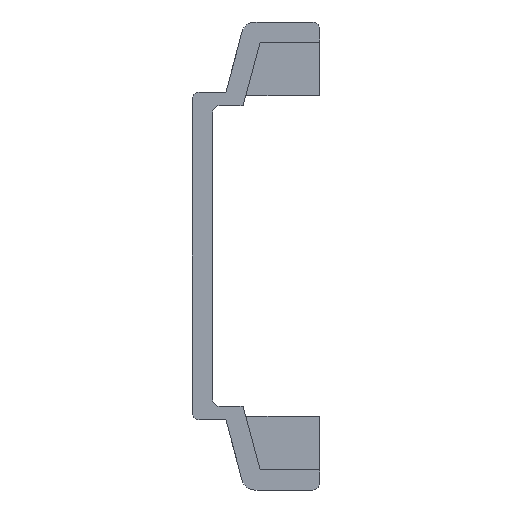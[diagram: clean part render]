
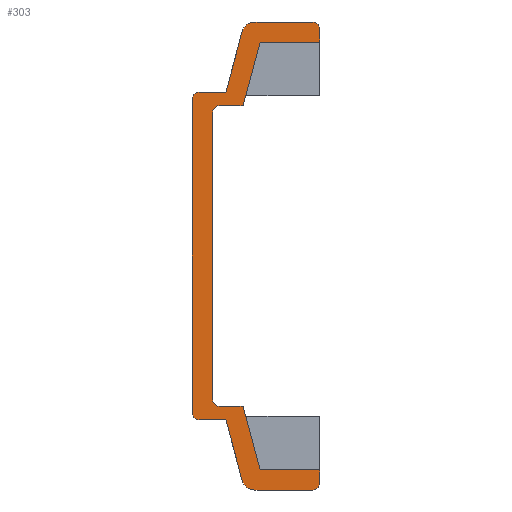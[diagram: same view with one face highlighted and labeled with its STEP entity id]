
A CAD part, left-side view. The second image highlights one B-rep face of the part: STEP entity #303.
In plain terms, the highlighted planar face has unit normal (-1, 0, 0).
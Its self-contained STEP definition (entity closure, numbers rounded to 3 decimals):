
#303=ADVANCED_FACE('',(#877),#878,.T.);
#877=FACE_OUTER_BOUND('',#1719,.T.);
#878=PLANE('',#1720);
#1719=EDGE_LOOP('',(#2555,#2556,#2557,#2558,#2559,#2560,#2561,#2562,#2563,#2564,#2565,#2566,#2567,#2568,#2569,#2570,#2571,#2572,#2573,#2574,#2575,#2576,#2577,#2578));
#1720=AXIS2_PLACEMENT_3D('',#2579,#2580,#2581);
#2555=ORIENTED_EDGE('',*,*,#5348,.T.);
#2556=ORIENTED_EDGE('',*,*,#5349,.T.);
#2557=ORIENTED_EDGE('',*,*,#5350,.T.);
#2558=ORIENTED_EDGE('',*,*,#5351,.T.);
#2559=ORIENTED_EDGE('',*,*,#5352,.T.);
#2560=ORIENTED_EDGE('',*,*,#5353,.T.);
#2561=ORIENTED_EDGE('',*,*,#5354,.T.);
#2562=ORIENTED_EDGE('',*,*,#5355,.T.);
#2563=ORIENTED_EDGE('',*,*,#5356,.T.);
#2564=ORIENTED_EDGE('',*,*,#5357,.T.);
#2565=ORIENTED_EDGE('',*,*,#5358,.T.);
#2566=ORIENTED_EDGE('',*,*,#5359,.T.);
#2567=ORIENTED_EDGE('',*,*,#5360,.T.);
#2568=ORIENTED_EDGE('',*,*,#5361,.F.);
#2569=ORIENTED_EDGE('',*,*,#5362,.F.);
#2570=ORIENTED_EDGE('',*,*,#5363,.F.);
#2571=ORIENTED_EDGE('',*,*,#5364,.F.);
#2572=ORIENTED_EDGE('',*,*,#5365,.F.);
#2573=ORIENTED_EDGE('',*,*,#5366,.F.);
#2574=ORIENTED_EDGE('',*,*,#5367,.F.);
#2575=ORIENTED_EDGE('',*,*,#5368,.F.);
#2576=ORIENTED_EDGE('',*,*,#5369,.F.);
#2577=ORIENTED_EDGE('',*,*,#5370,.F.);
#2578=ORIENTED_EDGE('',*,*,#5371,.F.);
#2579=CARTESIAN_POINT('',(0.,22.5,0.));
#2580=DIRECTION('',(-1.0,0.0,0.0));
#2581=DIRECTION('',(0.0,1.0,0.0));
#5348=EDGE_CURVE('',#6467,#6468,#6469,.T.);
#5349=EDGE_CURVE('',#6468,#6470,#6471,.T.);
#5350=EDGE_CURVE('',#6470,#6472,#6473,.T.);
#5351=EDGE_CURVE('',#6472,#6474,#6475,.T.);
#5352=EDGE_CURVE('',#6474,#6476,#6477,.T.);
#5353=EDGE_CURVE('',#6476,#6478,#6479,.T.);
#5354=EDGE_CURVE('',#6478,#6480,#6481,.T.);
#5355=EDGE_CURVE('',#6480,#6482,#6483,.T.);
#5356=EDGE_CURVE('',#6482,#6484,#6485,.T.);
#5357=EDGE_CURVE('',#6484,#6486,#6487,.T.);
#5358=EDGE_CURVE('',#6486,#6488,#6489,.T.);
#5359=EDGE_CURVE('',#6488,#6490,#6491,.T.);
#5360=EDGE_CURVE('',#6490,#6492,#6493,.T.);
#5361=EDGE_CURVE('',#6494,#6492,#6495,.T.);
#5362=EDGE_CURVE('',#6496,#6494,#6497,.T.);
#5363=EDGE_CURVE('',#6498,#6496,#6499,.T.);
#5364=EDGE_CURVE('',#6500,#6498,#6501,.T.);
#5365=EDGE_CURVE('',#6502,#6500,#6503,.T.);
#5366=EDGE_CURVE('',#6504,#6502,#6505,.T.);
#5367=EDGE_CURVE('',#6506,#6504,#6507,.T.);
#5368=EDGE_CURVE('',#6508,#6506,#6509,.T.);
#5369=EDGE_CURVE('',#6510,#6508,#6511,.T.);
#5370=EDGE_CURVE('',#6512,#6510,#6513,.T.);
#5371=EDGE_CURVE('',#6467,#6512,#6514,.T.);
#6467=VERTEX_POINT('',#8138);
#6468=VERTEX_POINT('',#8139);
#6469=LINE('',#8140,#8141);
#6470=VERTEX_POINT('',#8142);
#6471=CIRCLE('',#8143,0.5);
#6472=VERTEX_POINT('',#8144);
#6473=LINE('',#8145,#8146);
#6474=VERTEX_POINT('',#8147);
#6475=LINE('',#8148,#8149);
#6476=VERTEX_POINT('',#8150);
#6477=CIRCLE('',#8151,1.0);
#6478=VERTEX_POINT('',#8152);
#6479=LINE('',#8153,#8154);
#6480=VERTEX_POINT('',#8155);
#6481=CIRCLE('',#8156,0.5);
#6482=VERTEX_POINT('',#8157);
#6483=LINE('',#8158,#8159);
#6484=VERTEX_POINT('',#8160);
#6485=LINE('',#8161,#8162);
#6486=VERTEX_POINT('',#8163);
#6487=LINE('',#8164,#8165);
#6488=VERTEX_POINT('',#8166);
#6489=LINE('',#8167,#8168);
#6490=VERTEX_POINT('',#8169);
#6491=CIRCLE('',#8170,0.5);
#6492=VERTEX_POINT('',#8171);
#6493=LINE('',#8172,#8173);
#6494=VERTEX_POINT('',#8174);
#6495=CIRCLE('',#8175,0.5);
#6496=VERTEX_POINT('',#8176);
#6497=LINE('',#8177,#8178);
#6498=VERTEX_POINT('',#8179);
#6499=LINE('',#8180,#8181);
#6500=VERTEX_POINT('',#8182);
#6501=LINE('',#8183,#8184);
#6502=VERTEX_POINT('',#8185);
#6503=LINE('',#8186,#8187);
#6504=VERTEX_POINT('',#8188);
#6505=CIRCLE('',#8189,0.5);
#6506=VERTEX_POINT('',#8190);
#6507=LINE('',#8191,#8192);
#6508=VERTEX_POINT('',#8193);
#6509=CIRCLE('',#8194,1.0);
#6510=VERTEX_POINT('',#8195);
#6511=LINE('',#8196,#8197);
#6512=VERTEX_POINT('',#8198);
#6513=LINE('',#8199,#8200);
#6514=CIRCLE('',#8201,0.5);
#8138=CARTESIAN_POINT('',(0.,22.5,11.75));
#8139=CARTESIAN_POINT('',(0.,22.5,-11.75));
#8140=CARTESIAN_POINT('',(0.,22.5,11.75));
#8141=VECTOR('',#10824,23.5);
#8142=CARTESIAN_POINT('',(0.,22.0,-12.25));
#8143=AXIS2_PLACEMENT_3D('',#10825,#10826,#10827);
#8144=CARTESIAN_POINT('',(0.,20.0,-12.25));
#8145=CARTESIAN_POINT('',(0.,22.0,-12.25));
#8146=VECTOR('',#10828,2.0);
#8147=CARTESIAN_POINT('',(0.,18.792,-16.759));
#8148=CARTESIAN_POINT('',(0.,20.0,-12.25));
#8149=VECTOR('',#10829,4.668);
#8150=CARTESIAN_POINT('',(0.,17.826,-17.5));
#8151=AXIS2_PLACEMENT_3D('',#10830,#10831,#10832);
#8152=CARTESIAN_POINT('',(0.,13.5,-17.5));
#8153=CARTESIAN_POINT('',(0.,17.826,-17.5));
#8154=VECTOR('',#10833,4.326);
#8155=CARTESIAN_POINT('',(0.,13.0,-17.0));
#8156=AXIS2_PLACEMENT_3D('',#10834,#10835,#10836);
#8157=CARTESIAN_POINT('',(0.,13.0,-16.0));
#8158=CARTESIAN_POINT('',(0.,13.0,-17.0));
#8159=VECTOR('',#10837,1.0);
#8160=CARTESIAN_POINT('',(0.,17.442,-16.0));
#8161=CARTESIAN_POINT('',(0.,13.0,-16.0));
#8162=VECTOR('',#10838,4.442);
#8163=CARTESIAN_POINT('',(0.,18.715,-11.25));
#8164=CARTESIAN_POINT('',(0.,17.442,-16.0));
#8165=VECTOR('',#10839,4.918);
#8166=CARTESIAN_POINT('',(0.,20.5,-11.25));
#8167=CARTESIAN_POINT('',(0.,18.715,-11.25));
#8168=VECTOR('',#10840,1.785);
#8169=CARTESIAN_POINT('',(0.,21.0,-10.75));
#8170=AXIS2_PLACEMENT_3D('',#10841,#10842,#10843);
#8171=CARTESIAN_POINT('',(0.,21.0,10.75));
#8172=CARTESIAN_POINT('',(0.,21.0,-10.75));
#8173=VECTOR('',#10844,21.5);
#8174=CARTESIAN_POINT('',(0.,20.5,11.25));
#8175=AXIS2_PLACEMENT_3D('',#10845,#10846,#10847);
#8176=CARTESIAN_POINT('',(0.,18.715,11.25));
#8177=CARTESIAN_POINT('',(0.,18.715,11.25));
#8178=VECTOR('',#10848,1.785);
#8179=CARTESIAN_POINT('',(0.,17.442,16.0));
#8180=CARTESIAN_POINT('',(0.,17.442,16.0));
#8181=VECTOR('',#10849,4.918);
#8182=CARTESIAN_POINT('',(0.,13.0,16.0));
#8183=CARTESIAN_POINT('',(0.,13.0,16.0));
#8184=VECTOR('',#10850,4.442);
#8185=CARTESIAN_POINT('',(0.,13.0,17.0));
#8186=CARTESIAN_POINT('',(0.,13.0,17.0));
#8187=VECTOR('',#10851,1.0);
#8188=CARTESIAN_POINT('',(0.,13.5,17.5));
#8189=AXIS2_PLACEMENT_3D('',#10852,#10853,#10854);
#8190=CARTESIAN_POINT('',(0.,17.826,17.5));
#8191=CARTESIAN_POINT('',(0.,17.826,17.5));
#8192=VECTOR('',#10855,4.326);
#8193=CARTESIAN_POINT('',(0.,18.792,16.759));
#8194=AXIS2_PLACEMENT_3D('',#10856,#10857,#10858);
#8195=CARTESIAN_POINT('',(0.,20.0,12.25));
#8196=CARTESIAN_POINT('',(0.,20.0,12.25));
#8197=VECTOR('',#10859,4.668);
#8198=CARTESIAN_POINT('',(0.,22.0,12.25));
#8199=CARTESIAN_POINT('',(0.,22.0,12.25));
#8200=VECTOR('',#10860,2.0);
#8201=AXIS2_PLACEMENT_3D('',#10861,#10862,#10863);
#10824=DIRECTION('',(0.0,0.0,-1.0));
#10825=CARTESIAN_POINT('',(0.,22.0,-11.75));
#10826=DIRECTION('',(-1.0,0.0,0.0));
#10827=DIRECTION('',(0.0,1.0,0.0));
#10828=DIRECTION('',(0.0,-1.0,0.0));
#10829=DIRECTION('',(0.0,-0.259,-0.966));
#10830=CARTESIAN_POINT('',(0.,17.826,-16.5));
#10831=DIRECTION('',(-1.0,0.,0.));
#10832=DIRECTION('',(0.,0.966,-0.259));
#10833=DIRECTION('',(0.0,-1.0,0.0));
#10834=CARTESIAN_POINT('',(0.,13.5,-17.0));
#10835=DIRECTION('',(-1.0,0.0,0.0));
#10836=DIRECTION('',(0.0,0.0,-1.0));
#10837=DIRECTION('',(0.0,0.0,1.0));
#10838=DIRECTION('',(0.0,1.0,0.0));
#10839=DIRECTION('',(0.0,0.259,0.966));
#10840=DIRECTION('',(0.0,1.0,0.0));
#10841=CARTESIAN_POINT('',(0.,20.5,-10.75));
#10842=DIRECTION('',(1.0,0.0,0.0));
#10843=DIRECTION('',(0.0,0.0,-1.0));
#10844=DIRECTION('',(0.0,0.0,1.0));
#10845=CARTESIAN_POINT('',(0.,20.5,10.75));
#10846=DIRECTION('',(-1.0,0.0,0.0));
#10847=DIRECTION('',(0.0,0.0,1.0));
#10848=DIRECTION('',(0.0,1.0,0.0));
#10849=DIRECTION('',(0.0,0.259,-0.966));
#10850=DIRECTION('',(0.0,1.0,0.0));
#10851=DIRECTION('',(0.0,0.0,-1.0));
#10852=CARTESIAN_POINT('',(0.,13.5,17.0));
#10853=DIRECTION('',(1.0,0.0,-0.0));
#10854=DIRECTION('',(0.0,0.0,1.0));
#10855=DIRECTION('',(0.0,-1.0,0.0));
#10856=CARTESIAN_POINT('',(0.,17.826,16.5));
#10857=DIRECTION('',(1.0,0.,0.));
#10858=DIRECTION('',(0.,0.966,0.259));
#10859=DIRECTION('',(0.0,-0.259,0.966));
#10860=DIRECTION('',(0.0,-1.0,0.0));
#10861=CARTESIAN_POINT('',(0.,22.0,11.75));
#10862=DIRECTION('',(1.0,0.0,0.0));
#10863=DIRECTION('',(0.0,1.0,0.0));
